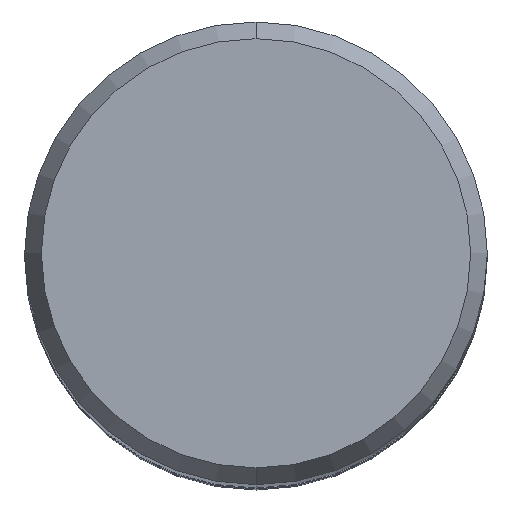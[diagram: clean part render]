
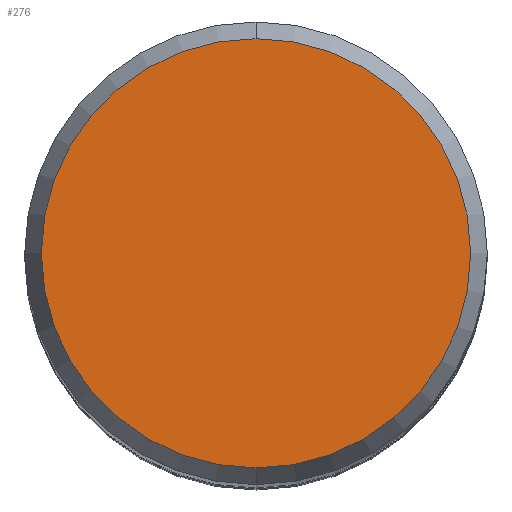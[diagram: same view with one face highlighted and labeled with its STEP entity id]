
A CAD part, top view. The second image highlights one B-rep face of the part: STEP entity #276.
In plain terms, the highlighted planar face has unit normal (0, 0, 1).
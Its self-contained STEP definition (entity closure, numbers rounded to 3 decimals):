
#248=VERTEX_POINT('',#566);
#276=ADVANCED_FACE('',(#597),#598,.T.);
#288=VERTEX_POINT('',#610);
#372=EDGE_CURVE('',#288,#248,#701,.T.);
#458=EDGE_CURVE('',#248,#288,#798,.T.);
#566=CARTESIAN_POINT('',(0.,-8.837,0.0));
#597=FACE_OUTER_BOUND('',#1085,.T.);
#598=PLANE('',#1086);
#610=CARTESIAN_POINT('',(0.0,8.837,0.0));
#701=CIRCLE('',#1241,8.837);
#798=CIRCLE('',#1580,8.837);
#1085=EDGE_LOOP('',(#1725,#1726));
#1086=AXIS2_PLACEMENT_3D('',#1727,#1728,#1729);
#1241=AXIS2_PLACEMENT_3D('',#1819,#1820,#1821);
#1580=AXIS2_PLACEMENT_3D('',#1924,#1925,#1926);
#1725=ORIENTED_EDGE('',*,*,#372,.F.);
#1726=ORIENTED_EDGE('',*,*,#458,.F.);
#1727=CARTESIAN_POINT('',(0.0,4.419,0.0));
#1728=DIRECTION('',(-0.0,0.0,1.0));
#1729=DIRECTION('',(0.0,-1.0,0.0));
#1819=CARTESIAN_POINT('',(0.0,0.0,0.0));
#1820=DIRECTION('',(0.0,0.0,-1.0));
#1821=DIRECTION('',(0.0,1.0,0.0));
#1924=CARTESIAN_POINT('',(0.0,0.0,0.0));
#1925=DIRECTION('',(0.0,0.0,-1.0));
#1926=DIRECTION('',(0.0,1.0,0.0));
